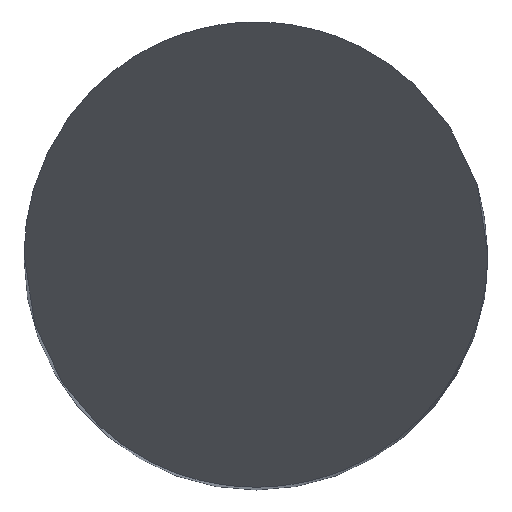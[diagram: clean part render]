
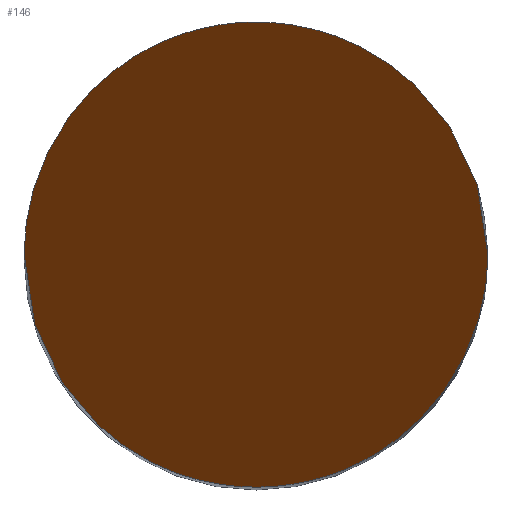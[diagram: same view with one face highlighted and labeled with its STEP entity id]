
A CAD part, top view. The second image highlights one B-rep face of the part: STEP entity #146.
In plain terms, the highlighted planar face has unit normal (0, -0.866, 0.5).
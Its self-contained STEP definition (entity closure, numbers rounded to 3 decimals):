
#57=PLANE('',#698);
#146=ADVANCED_FACE('',(#186),#57,.F.);
#186=FACE_OUTER_BOUND('',#221,.T.);
#221=EDGE_LOOP('',(#335,#336));
#335=ORIENTED_EDGE('',*,*,#559,.T.);
#336=ORIENTED_EDGE('',*,*,#521,.T.);
#461=VERTEX_POINT('',#948);
#462=VERTEX_POINT('',#949);
#521=EDGE_CURVE('',#461,#462,#636,.T.);
#559=EDGE_CURVE('',#462,#461,#645,.T.);
#636=(
BOUNDED_CURVE()
B_SPLINE_CURVE(3,(#944,#945,#946,#947),.UNSPECIFIED.,.F.,.F.)
B_SPLINE_CURVE_WITH_KNOTS((4,4),(0.,1.),.UNSPECIFIED.)
CURVE()
GEOMETRIC_REPRESENTATION_ITEM()
RATIONAL_B_SPLINE_CURVE((1.,0.333,0.333,1.))
REPRESENTATION_ITEM('')
);
#645=(
BOUNDED_CURVE()
B_SPLINE_CURVE(3,(#1121,#1122,#1123,#1124),.UNSPECIFIED.,.F.,.F.)
B_SPLINE_CURVE_WITH_KNOTS((4,4),(0.,1.),.UNSPECIFIED.)
CURVE()
GEOMETRIC_REPRESENTATION_ITEM()
RATIONAL_B_SPLINE_CURVE((1.,0.333,0.333,1.))
REPRESENTATION_ITEM('')
);
#698=AXIS2_PLACEMENT_3D('',#1127,#793,#794);
#793=DIRECTION('',(0.,0.866,-0.5));
#794=DIRECTION('',(0.,-0.5,-0.866));
#944=CARTESIAN_POINT('',(2.5,0.,0.));
#945=CARTESIAN_POINT('',(2.5,5.,8.66));
#946=CARTESIAN_POINT('',(-2.5,5.,8.66));
#947=CARTESIAN_POINT('',(-2.5,0.,0.));
#948=CARTESIAN_POINT('',(2.5,0.,0.));
#949=CARTESIAN_POINT('',(-2.5,0.,0.));
#1121=CARTESIAN_POINT('',(-2.5,0.,0.));
#1122=CARTESIAN_POINT('',(-2.5,-5.,-8.66));
#1123=CARTESIAN_POINT('',(2.5,-5.,-8.66));
#1124=CARTESIAN_POINT('',(2.5,0.,0.));
#1127=CARTESIAN_POINT('',(3.,2.5,4.33));
